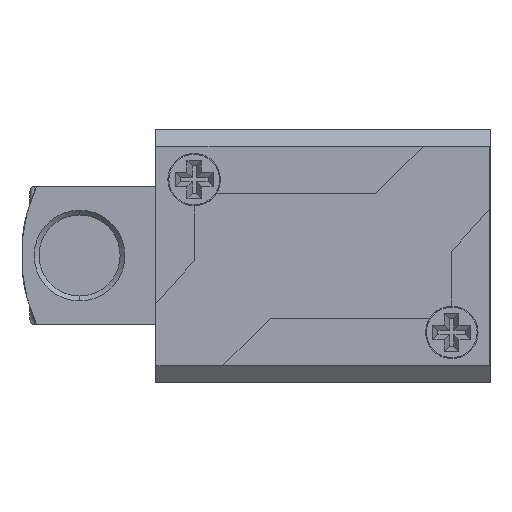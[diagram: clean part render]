
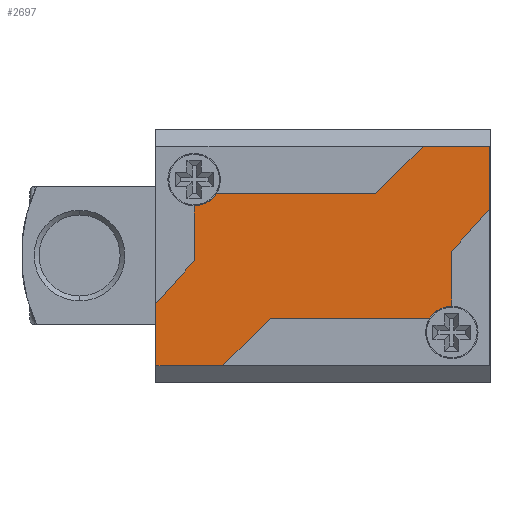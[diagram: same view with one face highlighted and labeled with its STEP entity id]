
A CAD part, left-side view. The second image highlights one B-rep face of the part: STEP entity #2697.
In plain terms, the highlighted face is planar.
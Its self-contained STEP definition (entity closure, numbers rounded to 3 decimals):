
#312 = EDGE_LOOP ( 'NONE', ( #7232, #7233, #7234, #7236, #7237, #7238, #7240, #7241, #7242, #7243, #7244, #7246, #7247, #7249 ) ) ;
#477 = PLANE ( 'NONE',  #4379 ) ;
#478 = CARTESIAN_POINT ( 'NONE',  ( -11.5, 17.5, 4. ) ) ;
#479 = DIRECTION ( 'NONE',  ( 0., 0., 1. ) ) ;
#480 = DIRECTION ( 'NONE',  ( 1., 0., 0. ) ) ;
#1306 = EDGE_CURVE ( 'NONE', #2376, #2327, #2987, .T. ) ;
#1337 = EDGE_CURVE ( 'NONE', #2405, #2403, #3040, .T. ) ;
#1341 = EDGE_CURVE ( 'NONE', #2194, #2433, #3605, .T. ) ;
#1347 = EDGE_CURVE ( 'NONE', #2433, #2361, #3617, .T. ) ;
#1349 = EDGE_CURVE ( 'NONE', #2450, #2405, #3621, .T. ) ;
#1358 = EDGE_CURVE ( 'NONE', #2361, #2313, #3638, .T. ) ;
#1360 = EDGE_CURVE ( 'NONE', #2313, #2240, #3642, .T. ) ;
#1361 = EDGE_CURVE ( 'NONE', #2310, #2442, #3644, .T. ) ;
#1364 = EDGE_CURVE ( 'NONE', #2442, #2450, #3650, .T. ) ;
#1366 = EDGE_CURVE ( 'NONE', #2403, #2174, #3654, .T. ) ;
#1367 = EDGE_CURVE ( 'NONE', #2174, #2327, #3656, .T. ) ;
#1368 = EDGE_CURVE ( 'NONE', #2376, #2475, #3658, .T. ) ;
#1370 = EDGE_CURVE ( 'NONE', #2475, #2194, #3662, .T. ) ;
#1371 = EDGE_CURVE ( 'NONE', #2310, #2240, #3664, .T. ) ;
#1473 = AXIS2_PLACEMENT_3D ( 'NONE', #6007, #6014, #6004 ) ;
#1482 = AXIS2_PLACEMENT_3D ( 'NONE', #3528, #3515, #3516 ) ;
#2174 = VERTEX_POINT ( 'NONE', #4988 ) ;
#2194 = VERTEX_POINT ( 'NONE', #5373 ) ;
#2240 = VERTEX_POINT ( 'NONE', #5316 ) ;
#2310 = VERTEX_POINT ( 'NONE', #5275 ) ;
#2313 = VERTEX_POINT ( 'NONE', #5272 ) ;
#2327 = VERTEX_POINT ( 'NONE', #5235 ) ;
#2361 = VERTEX_POINT ( 'NONE', #5238 ) ;
#2376 = VERTEX_POINT ( 'NONE', #5406 ) ;
#2403 = VERTEX_POINT ( 'NONE', #5382 ) ;
#2405 = VERTEX_POINT ( 'NONE', #5381 ) ;
#2433 = VERTEX_POINT ( 'NONE', #5224 ) ;
#2442 = VERTEX_POINT ( 'NONE', #5207 ) ;
#2450 = VERTEX_POINT ( 'NONE', #5209 ) ;
#2475 = VERTEX_POINT ( 'NONE', #5343 ) ;
#2697 = ADVANCED_FACE ( 'NONE', ( #4122 ), #477, .T. ) ;
#2987 = CIRCLE ( 'NONE', #1473, 2.75 ) ;
#3040 = LINE ( 'NONE', #6072, #3041 ) ;
#3041 = VECTOR ( 'NONE', #6066, 1000. ) ;
#3515 = DIRECTION ( 'NONE',  ( 0., 0., 1. ) ) ;
#3516 = DIRECTION ( 'NONE',  ( 1., 0., 0. ) ) ;
#3522 = DIRECTION ( 'NONE',  ( -0.747, 0.664, 0. ) ) ;
#3528 = CARTESIAN_POINT ( 'NONE',  ( -8., -13.5, 4. ) ) ;
#3532 = CARTESIAN_POINT ( 'NONE',  ( -5., 17.5, 4. ) ) ;
#3541 = CARTESIAN_POINT ( 'NONE',  ( -0.5, 13.5, 4. ) ) ;
#3543 = DIRECTION ( 'NONE',  ( -1., 0., 0. ) ) ;
#3544 = DIRECTION ( 'NONE',  ( 0., 1., 0. ) ) ;
#3605 = LINE ( 'NONE', #6080, #3606 ) ;
#3606 = VECTOR ( 'NONE', #6079, 1000. ) ;
#3617 = LINE ( 'NONE', #7379, #3618 ) ;
#3618 = VECTOR ( 'NONE', #7377, 1000. ) ;
#3621 = LINE ( 'NONE', #7368, #3622 ) ;
#3622 = VECTOR ( 'NONE', #7365, 1000. ) ;
#3638 = LINE ( 'NONE', #7294, #3639 ) ;
#3639 = VECTOR ( 'NONE', #7293, 1000. ) ;
#3642 = LINE ( 'NONE', #7271, #3643 ) ;
#3643 = VECTOR ( 'NONE', #7257, 1000. ) ;
#3644 = LINE ( 'NONE', #7264, #3645 ) ;
#3645 = VECTOR ( 'NONE', #7259, 1000. ) ;
#3650 = LINE ( 'NONE', #7239, #3651 ) ;
#3651 = VECTOR ( 'NONE', #7235, 1000. ) ;
#3654 = LINE ( 'NONE', #7210, #3655 ) ;
#3655 = VECTOR ( 'NONE', #7215, 1000. ) ;
#3656 = LINE ( 'NONE', #7262, #3657 ) ;
#3657 = VECTOR ( 'NONE', #3544, 1000. ) ;
#3658 = LINE ( 'NONE', #3541, #3659 ) ;
#3659 = VECTOR ( 'NONE', #3543, 1000. ) ;
#3662 = LINE ( 'NONE', #3532, #3663 ) ;
#3663 = VECTOR ( 'NONE', #3522, 1000. ) ;
#3664 = CIRCLE ( 'NONE', #1482, 2.75 ) ;
#4122 = FACE_OUTER_BOUND ( 'NONE', #312, .T. ) ;
#4379 = AXIS2_PLACEMENT_3D ( 'NONE', #478, #479, #480 ) ;
#4988 = CARTESIAN_POINT ( 'NONE',  ( 6.5, -5.5, 4. ) ) ;
#5207 = CARTESIAN_POINT ( 'NONE',  ( 0.5, -13.5, 4. ) ) ;
#5209 = CARTESIAN_POINT ( 'NONE',  ( 5., -17.5, 4. ) ) ;
#5224 = CARTESIAN_POINT ( 'NONE',  ( -11.5, 17.5, 4. ) ) ;
#5235 = CARTESIAN_POINT ( 'NONE',  ( 6.5, 11.195, 4. ) ) ;
#5238 = CARTESIAN_POINT ( 'NONE',  ( -11.5, 10.5, 4. ) ) ;
#5272 = CARTESIAN_POINT ( 'NONE',  ( -6.5, 5.5, 4. ) ) ;
#5275 = CARTESIAN_POINT ( 'NONE',  ( -5.25, -13.5, 4. ) ) ;
#5316 = CARTESIAN_POINT ( 'NONE',  ( -6.5, -11.195, 4. ) ) ;
#5343 = CARTESIAN_POINT ( 'NONE',  ( -0.5, 13.5, 4. ) ) ;
#5373 = CARTESIAN_POINT ( 'NONE',  ( -5., 17.5, 4. ) ) ;
#5381 = CARTESIAN_POINT ( 'NONE',  ( 11.5, -17.5, 4. ) ) ;
#5382 = CARTESIAN_POINT ( 'NONE',  ( 11.5, -10.5, 4. ) ) ;
#5406 = CARTESIAN_POINT ( 'NONE',  ( 5.25, 13.5, 4. ) ) ;
#6004 = DIRECTION ( 'NONE',  ( 1., 0., 0. ) ) ;
#6007 = CARTESIAN_POINT ( 'NONE',  ( 8., 13.5, 4. ) ) ;
#6014 = DIRECTION ( 'NONE',  ( 0., 0., 1. ) ) ;
#6066 = DIRECTION ( 'NONE',  ( 0., 1., 0. ) ) ;
#6072 = CARTESIAN_POINT ( 'NONE',  ( 11.5, -17.5, 4. ) ) ;
#6079 = DIRECTION ( 'NONE',  ( -1., 0., 0. ) ) ;
#6080 = CARTESIAN_POINT ( 'NONE',  ( -5., 17.5, 4. ) ) ;
#7210 = CARTESIAN_POINT ( 'NONE',  ( 6.5, -5.5, 4. ) ) ;
#7215 = DIRECTION ( 'NONE',  ( -0.707, 0.707, 0. ) ) ;
#7232 = ORIENTED_EDGE ( 'NONE', *, *, #1371, .F. ) ;
#7233 = ORIENTED_EDGE ( 'NONE', *, *, #1361, .T. ) ;
#7234 = ORIENTED_EDGE ( 'NONE', *, *, #1364, .T. ) ;
#7235 = DIRECTION ( 'NONE',  ( 0.747, -0.664, 0. ) ) ;
#7236 = ORIENTED_EDGE ( 'NONE', *, *, #1349, .T. ) ;
#7237 = ORIENTED_EDGE ( 'NONE', *, *, #1337, .T. ) ;
#7238 = ORIENTED_EDGE ( 'NONE', *, *, #1366, .T. ) ;
#7239 = CARTESIAN_POINT ( 'NONE',  ( 0.5, -13.5, 4. ) ) ;
#7240 = ORIENTED_EDGE ( 'NONE', *, *, #1367, .T. ) ;
#7241 = ORIENTED_EDGE ( 'NONE', *, *, #1306, .F. ) ;
#7242 = ORIENTED_EDGE ( 'NONE', *, *, #1368, .T. ) ;
#7243 = ORIENTED_EDGE ( 'NONE', *, *, #1370, .T. ) ;
#7244 = ORIENTED_EDGE ( 'NONE', *, *, #1341, .T. ) ;
#7246 = ORIENTED_EDGE ( 'NONE', *, *, #1347, .T. ) ;
#7247 = ORIENTED_EDGE ( 'NONE', *, *, #1358, .T. ) ;
#7249 = ORIENTED_EDGE ( 'NONE', *, *, #1360, .T. ) ;
#7257 = DIRECTION ( 'NONE',  ( 0., -1., 0. ) ) ;
#7259 = DIRECTION ( 'NONE',  ( 1., 0., 0. ) ) ;
#7262 = CARTESIAN_POINT ( 'NONE',  ( 6.5, 13.5, 4. ) ) ;
#7264 = CARTESIAN_POINT ( 'NONE',  ( -6.5, -13.5, 4. ) ) ;
#7271 = CARTESIAN_POINT ( 'NONE',  ( -6.5, -13.5, 4. ) ) ;
#7293 = DIRECTION ( 'NONE',  ( 0.707, -0.707, 0. ) ) ;
#7294 = CARTESIAN_POINT ( 'NONE',  ( -11.5, 10.5, 4. ) ) ;
#7365 = DIRECTION ( 'NONE',  ( 1., 0., 0. ) ) ;
#7368 = CARTESIAN_POINT ( 'NONE',  ( 5., -17.5, 4. ) ) ;
#7377 = DIRECTION ( 'NONE',  ( 0., -1., 0. ) ) ;
#7379 = CARTESIAN_POINT ( 'NONE',  ( -11.5, 17.5, 4. ) ) ;
